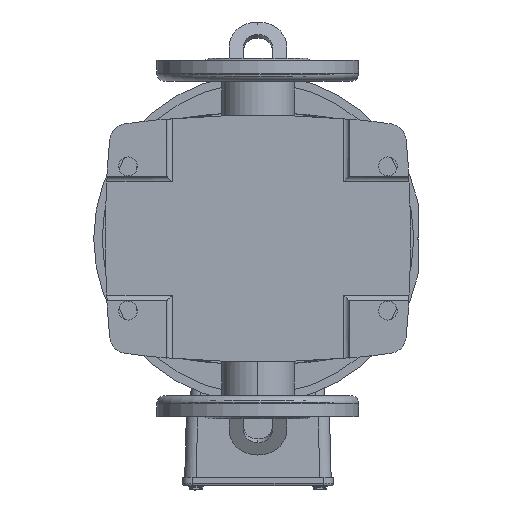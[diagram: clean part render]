
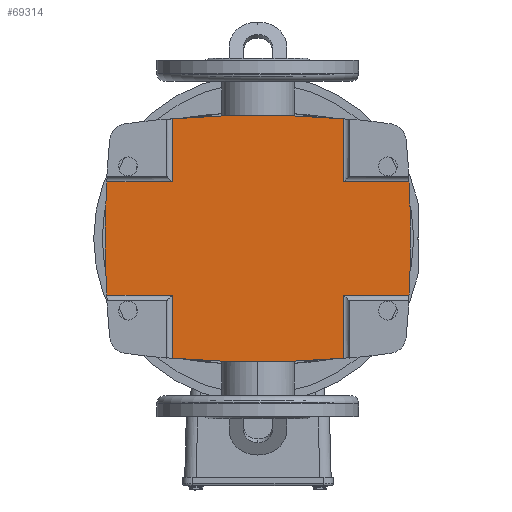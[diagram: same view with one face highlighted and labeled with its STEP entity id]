
A CAD part, front view. The second image highlights one B-rep face of the part: STEP entity #69314.
In plain terms, the highlighted planar face has unit normal (0, -1, 0).
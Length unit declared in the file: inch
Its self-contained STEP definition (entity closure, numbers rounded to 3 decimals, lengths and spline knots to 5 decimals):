
#506 = VERTEX_POINT ( 'NONE', #63262 ) ;
#1504 = EDGE_CURVE ( 'NONE', #82392, #506, #26425, .T. ) ;
#1911 = LINE ( 'NONE', #42813, #67829 ) ;
#2209 = CARTESIAN_POINT ( 'NONE',  ( 23.10315, 0.19685, 0. ) ) ;
#3117 = EDGE_LOOP ( 'NONE', ( #52910, #40969, #50137, #81154, #55775, #20526, #46185, #23241, #9381, #46087, #69539, #37947, #28427, #65942 ) ) ;
#3181 = VERTEX_POINT ( 'NONE', #61094 ) ;
#4313 = CARTESIAN_POINT ( 'NONE',  ( 1.54265, 0.19685, -4.59646 ) ) ;
#4387 = VERTEX_POINT ( 'NONE', #10598 ) ;
#4465 = DIRECTION ( 'NONE',  ( 0., 0., 1. ) ) ;
#5383 = VERTEX_POINT ( 'NONE', #29678 ) ;
#5705 = CARTESIAN_POINT ( 'NONE',  ( -3.26434, 0.19685, -2.33625 ) ) ;
#5973 = CARTESIAN_POINT ( 'NONE',  ( 1.54265, 0.19685, -2.33625 ) ) ;
#7861 = AXIS2_PLACEMENT_3D ( 'NONE', #17068, #81491, #4465 ) ;
#8130 = VECTOR ( 'NONE', #10171, 39.37008 ) ;
#8153 = DIRECTION ( 'NONE',  ( 0., 0., 1. ) ) ;
#8342 = EDGE_CURVE ( 'NONE', #15092, #3181, #55031, .T. ) ;
#9381 = ORIENTED_EDGE ( 'NONE', *, *, #81745, .T. ) ;
#10171 = DIRECTION ( 'NONE',  ( 0., 0., 1. ) ) ;
#10598 = CARTESIAN_POINT ( 'NONE',  ( 0., 0.19685, 4.16291 ) ) ;
#12147 = EDGE_CURVE ( 'NONE', #506, #14361, #22767, .T. ) ;
#12388 = EDGE_CURVE ( 'NONE', #4387, #56265, #47721, .T. ) ;
#12591 = LINE ( 'NONE', #57851, #63580 ) ;
#14361 = VERTEX_POINT ( 'NONE', #47117 ) ;
#15092 = VERTEX_POINT ( 'NONE', #22212 ) ;
#15689 = EDGE_CURVE ( 'NONE', #50691, #53922, #28207, .T. ) ;
#15863 = EDGE_CURVE ( 'NONE', #14361, #53922, #19161, .T. ) ;
#16649 = CIRCLE ( 'NONE', #72503, 27.26527 ) ;
#17068 = CARTESIAN_POINT ( 'NONE',  ( -1.54265, 0.19685, -4.59646 ) ) ;
#17105 = DIRECTION ( 'NONE',  ( 1., 0., 0. ) ) ;
#17595 = CIRCLE ( 'NONE', #27584, 26.47079 ) ;
#19161 = LINE ( 'NONE', #36318, #55088 ) ;
#20526 = ORIENTED_EDGE ( 'NONE', *, *, #12147, .F. ) ;
#22212 = CARTESIAN_POINT ( 'NONE',  ( 3.26434, 0.19685, 2.33625 ) ) ;
#22767 = CIRCLE ( 'NONE', #61262, 27.26527 ) ;
#23241 = ORIENTED_EDGE ( 'NONE', *, *, #26499, .T. ) ;
#23692 = VECTOR ( 'NONE', #17105, 39.37008 ) ;
#23831 = CARTESIAN_POINT ( 'NONE',  ( -4.59646, 0.19685, -2.33625 ) ) ;
#24323 = DIRECTION ( 'NONE',  ( 0., 0., 1. ) ) ;
#26365 = DIRECTION ( 'NONE',  ( 0., 0., 1. ) ) ;
#26425 = CIRCLE ( 'NONE', #48754, 27.26527 ) ;
#26499 = EDGE_CURVE ( 'NONE', #82392, #82304, #58199, .T. ) ;
#27463 = CARTESIAN_POINT ( 'NONE',  ( -23.10315, 0.19685, 0. ) ) ;
#27584 = AXIS2_PLACEMENT_3D ( 'NONE', #2209, #65866, #59172 ) ;
#28207 = LINE ( 'NONE', #60607, #73063 ) ;
#28427 = ORIENTED_EDGE ( 'NONE', *, *, #52534, .T. ) ;
#28718 = CARTESIAN_POINT ( 'NONE',  ( 1.54265, 0.19685, -4.59646 ) ) ;
#29229 = DIRECTION ( 'NONE',  ( 0., 0., 1. ) ) ;
#29415 = DIRECTION ( 'NONE',  ( 1., 0., 0. ) ) ;
#29678 = CARTESIAN_POINT ( 'NONE',  ( -1.54265, 0.19685, 2.33625 ) ) ;
#32557 = DIRECTION ( 'NONE',  ( 0., 0., 1. ) ) ;
#33507 = DIRECTION ( 'NONE',  ( 1., 0., 0. ) ) ;
#35169 = LINE ( 'NONE', #4313, #8130 ) ;
#35674 = LINE ( 'NONE', #23831, #23692 ) ;
#36318 = CARTESIAN_POINT ( 'NONE',  ( -1.54265, 0.19685, -4.59646 ) ) ;
#36890 = CARTESIAN_POINT ( 'NONE',  ( -1.54265, 0.19685, 4.11924 ) ) ;
#37947 = ORIENTED_EDGE ( 'NONE', *, *, #43964, .T. ) ;
#40969 = ORIENTED_EDGE ( 'NONE', *, *, #47939, .F. ) ;
#42547 = VECTOR ( 'NONE', #33507, 39.37008 ) ;
#42813 = CARTESIAN_POINT ( 'NONE',  ( -4.59646, 0.19685, 2.33625 ) ) ;
#43191 = CARTESIAN_POINT ( 'NONE',  ( 0., 0.19685, -23.10236 ) ) ;
#43964 = EDGE_CURVE ( 'NONE', #80611, #50694, #35169, .T. ) ;
#46087 = ORIENTED_EDGE ( 'NONE', *, *, #8342, .F. ) ;
#46185 = ORIENTED_EDGE ( 'NONE', *, *, #1504, .F. ) ;
#46287 = CARTESIAN_POINT ( 'NONE',  ( 0., 0.19685, 23.10236 ) ) ;
#46584 = AXIS2_PLACEMENT_3D ( 'NONE', #27463, #71506, #8153 ) ;
#46912 = CARTESIAN_POINT ( 'NONE',  ( -3.26434, 0.19685, 2.33625 ) ) ;
#47117 = CARTESIAN_POINT ( 'NONE',  ( -1.54265, 0.19685, -4.11924 ) ) ;
#47721 = CIRCLE ( 'NONE', #60765, 27.26527 ) ;
#47939 = EDGE_CURVE ( 'NONE', #56675, #5383, #1911, .T. ) ;
#48434 = DIRECTION ( 'NONE',  ( 0., -1., 0. ) ) ;
#48754 = AXIS2_PLACEMENT_3D ( 'NONE', #57331, #57881, #32557 ) ;
#48785 = CARTESIAN_POINT ( 'NONE',  ( 1.54265, 0.19685, 2.33625 ) ) ;
#49458 = LINE ( 'NONE', #52416, #42547 ) ;
#49968 = EDGE_CURVE ( 'NONE', #56675, #50691, #17595, .T. ) ;
#50137 = ORIENTED_EDGE ( 'NONE', *, *, #49968, .T. ) ;
#50204 = VECTOR ( 'NONE', #55183, 39.37008 ) ;
#50691 = VERTEX_POINT ( 'NONE', #5705 ) ;
#50694 = VERTEX_POINT ( 'NONE', #64058 ) ;
#52416 = CARTESIAN_POINT ( 'NONE',  ( -4.59646, 0.19685, 2.33625 ) ) ;
#52534 = EDGE_CURVE ( 'NONE', #50694, #4387, #16649, .T. ) ;
#52661 = DIRECTION ( 'NONE',  ( 0., 0., 1. ) ) ;
#52839 = EDGE_CURVE ( 'NONE', #5383, #56265, #12591, .T. ) ;
#52910 = ORIENTED_EDGE ( 'NONE', *, *, #52839, .F. ) ;
#53922 = VERTEX_POINT ( 'NONE', #77554 ) ;
#55031 = CIRCLE ( 'NONE', #46584, 26.47079 ) ;
#55088 = VECTOR ( 'NONE', #24323, 39.37008 ) ;
#55183 = DIRECTION ( 'NONE',  ( 0., 0., 1. ) ) ;
#55292 = PLANE ( 'NONE',  #7861 ) ;
#55775 = ORIENTED_EDGE ( 'NONE', *, *, #15863, .F. ) ;
#56265 = VERTEX_POINT ( 'NONE', #36890 ) ;
#56675 = VERTEX_POINT ( 'NONE', #46912 ) ;
#57331 = CARTESIAN_POINT ( 'NONE',  ( 0., 0.19685, 23.10236 ) ) ;
#57851 = CARTESIAN_POINT ( 'NONE',  ( -1.54265, 0.19685, -4.59646 ) ) ;
#57881 = DIRECTION ( 'NONE',  ( 0., 1., 0. ) ) ;
#58199 = LINE ( 'NONE', #28718, #50204 ) ;
#59172 = DIRECTION ( 'NONE',  ( 0., 0., 1. ) ) ;
#60607 = CARTESIAN_POINT ( 'NONE',  ( -4.59646, 0.19685, -2.33625 ) ) ;
#60765 = AXIS2_PLACEMENT_3D ( 'NONE', #43191, #61299, #74087 ) ;
#61094 = CARTESIAN_POINT ( 'NONE',  ( 3.26434, 0.19685, -2.33625 ) ) ;
#61262 = AXIS2_PLACEMENT_3D ( 'NONE', #46287, #71066, #52661 ) ;
#61299 = DIRECTION ( 'NONE',  ( 0., -1., 0. ) ) ;
#63262 = CARTESIAN_POINT ( 'NONE',  ( 0., 0.19685, -4.16291 ) ) ;
#63580 = VECTOR ( 'NONE', #26365, 39.37008 ) ;
#64058 = CARTESIAN_POINT ( 'NONE',  ( 1.54265, 0.19685, 4.11924 ) ) ;
#65866 = DIRECTION ( 'NONE',  ( 0., -1., 0. ) ) ;
#65942 = ORIENTED_EDGE ( 'NONE', *, *, #12388, .T. ) ;
#66668 = EDGE_CURVE ( 'NONE', #80611, #15092, #49458, .T. ) ;
#67121 = CARTESIAN_POINT ( 'NONE',  ( 0., 0.19685, -23.10236 ) ) ;
#67829 = VECTOR ( 'NONE', #29415, 39.37008 ) ;
#69314 = ADVANCED_FACE ( 'NONE', ( #81157 ), #55292, .F. ) ;
#69539 = ORIENTED_EDGE ( 'NONE', *, *, #66668, .F. ) ;
#70719 = CARTESIAN_POINT ( 'NONE',  ( 1.54265, 0.19685, -4.11924 ) ) ;
#71066 = DIRECTION ( 'NONE',  ( 0., 1., 0. ) ) ;
#71506 = DIRECTION ( 'NONE',  ( 0., 1., 0. ) ) ;
#72503 = AXIS2_PLACEMENT_3D ( 'NONE', #67121, #48434, #29229 ) ;
#72832 = DIRECTION ( 'NONE',  ( 1., 0., 0. ) ) ;
#73063 = VECTOR ( 'NONE', #72832, 39.37008 ) ;
#74087 = DIRECTION ( 'NONE',  ( 0., 0., 1. ) ) ;
#77554 = CARTESIAN_POINT ( 'NONE',  ( -1.54265, 0.19685, -2.33625 ) ) ;
#80611 = VERTEX_POINT ( 'NONE', #48785 ) ;
#81154 = ORIENTED_EDGE ( 'NONE', *, *, #15689, .T. ) ;
#81157 = FACE_OUTER_BOUND ( 'NONE', #3117, .T. ) ;
#81491 = DIRECTION ( 'NONE',  ( 0., 1., 0. ) ) ;
#81745 = EDGE_CURVE ( 'NONE', #82304, #3181, #35674, .T. ) ;
#82304 = VERTEX_POINT ( 'NONE', #5973 ) ;
#82392 = VERTEX_POINT ( 'NONE', #70719 ) ;
